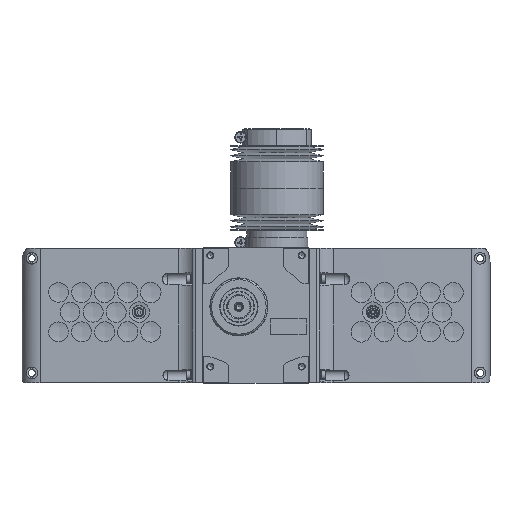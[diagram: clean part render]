
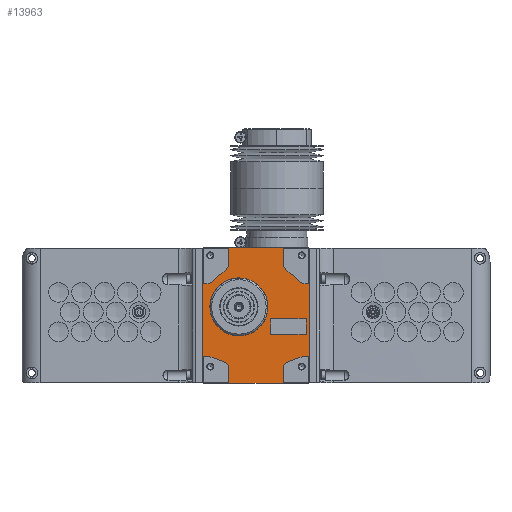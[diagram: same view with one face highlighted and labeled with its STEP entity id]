
A CAD part, top view. The second image highlights one B-rep face of the part: STEP entity #13963.
In plain terms, the highlighted planar face has unit normal (0, 0, 1).
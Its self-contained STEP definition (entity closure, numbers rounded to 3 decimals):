
#1454=LINE('',#24800,#2500);
#1468=LINE('',#24827,#2514);
#1482=LINE('',#24854,#2528);
#1496=LINE('',#24889,#2542);
#1581=LINE('',#25103,#2627);
#1584=LINE('',#25109,#2630);
#1585=LINE('',#25111,#2631);
#1588=LINE('',#25117,#2634);
#1589=LINE('',#25119,#2635);
#1592=LINE('',#25125,#2638);
#1593=LINE('',#25127,#2639);
#1596=LINE('',#25133,#2642);
#1599=LINE('',#25141,#2645);
#1602=LINE('',#25151,#2648);
#1605=LINE('',#25161,#2651);
#1608=LINE('',#25171,#2654);
#1609=LINE('',#25175,#2655);
#1610=LINE('',#25178,#2656);
#1611=LINE('',#25180,#2657);
#1612=LINE('',#25182,#2658);
#2500=VECTOR('',#18753,1000.);
#2514=VECTOR('',#18769,1000.);
#2528=VECTOR('',#18785,1000.);
#2542=VECTOR('',#18809,1000.);
#2627=VECTOR('',#19000,1000.);
#2630=VECTOR('',#19005,1000.);
#2631=VECTOR('',#19008,1000.);
#2634=VECTOR('',#19013,1000.);
#2635=VECTOR('',#19016,1000.);
#2638=VECTOR('',#19021,1000.);
#2639=VECTOR('',#19024,1000.);
#2642=VECTOR('',#19029,1000.);
#2645=VECTOR('',#19038,1000.);
#2648=VECTOR('',#19051,1000.);
#2651=VECTOR('',#19064,1000.);
#2654=VECTOR('',#19077,1000.);
#2655=VECTOR('',#19084,1000.);
#2656=VECTOR('',#19085,1000.);
#2657=VECTOR('',#19086,1000.);
#2658=VECTOR('',#19087,1000.);
#5896=ORIENTED_EDGE('',*,*,#8069,.F.);
#5897=ORIENTED_EDGE('',*,*,#8070,.F.);
#5898=ORIENTED_EDGE('',*,*,#8071,.F.);
#5899=ORIENTED_EDGE('',*,*,#8072,.F.);
#5900=ORIENTED_EDGE('',*,*,#8073,.T.);
#5901=ORIENTED_EDGE('',*,*,#8041,.T.);
#5902=ORIENTED_EDGE('',*,*,#7892,.T.);
#5903=ORIENTED_EDGE('',*,*,#8044,.T.);
#5904=ORIENTED_EDGE('',*,*,#8050,.F.);
#5905=ORIENTED_EDGE('',*,*,#8052,.T.);
#5906=ORIENTED_EDGE('',*,*,#8053,.F.);
#5907=ORIENTED_EDGE('',*,*,#8033,.T.);
#5908=ORIENTED_EDGE('',*,*,#7924,.T.);
#5909=ORIENTED_EDGE('',*,*,#8036,.T.);
#5910=ORIENTED_EDGE('',*,*,#8055,.F.);
#5911=ORIENTED_EDGE('',*,*,#8057,.T.);
#5912=ORIENTED_EDGE('',*,*,#8058,.F.);
#5913=ORIENTED_EDGE('',*,*,#8045,.T.);
#5914=ORIENTED_EDGE('',*,*,#7906,.T.);
#5915=ORIENTED_EDGE('',*,*,#8048,.T.);
#5916=ORIENTED_EDGE('',*,*,#8060,.F.);
#5917=ORIENTED_EDGE('',*,*,#8062,.T.);
#5918=ORIENTED_EDGE('',*,*,#8063,.F.);
#5919=ORIENTED_EDGE('',*,*,#8037,.T.);
#5920=ORIENTED_EDGE('',*,*,#7878,.T.);
#5921=ORIENTED_EDGE('',*,*,#8040,.T.);
#5922=ORIENTED_EDGE('',*,*,#8065,.F.);
#5923=ORIENTED_EDGE('',*,*,#8067,.T.);
#5924=ORIENTED_EDGE('',*,*,#8068,.F.);
#7878=EDGE_CURVE('',#9314,#9313,#1454,.T.);
#7892=EDGE_CURVE('',#9326,#9325,#1468,.T.);
#7906=EDGE_CURVE('',#9338,#9337,#1482,.T.);
#7924=EDGE_CURVE('',#9354,#9353,#1496,.T.);
#8033=EDGE_CURVE('',#9430,#9354,#1581,.T.);
#8036=EDGE_CURVE('',#9353,#9431,#1584,.T.);
#8037=EDGE_CURVE('',#9432,#9314,#1585,.T.);
#8040=EDGE_CURVE('',#9313,#9433,#1588,.T.);
#8041=EDGE_CURVE('',#9434,#9326,#1589,.T.);
#8044=EDGE_CURVE('',#9325,#9435,#1592,.T.);
#8045=EDGE_CURVE('',#9436,#9338,#1593,.T.);
#8048=EDGE_CURVE('',#9337,#9437,#1596,.T.);
#8050=EDGE_CURVE('',#9438,#9435,#10124,.T.);
#8052=EDGE_CURVE('',#9438,#9439,#1599,.T.);
#8053=EDGE_CURVE('',#9430,#9439,#10125,.T.);
#8055=EDGE_CURVE('',#9440,#9431,#10126,.T.);
#8057=EDGE_CURVE('',#9440,#9441,#1602,.T.);
#8058=EDGE_CURVE('',#9436,#9441,#10127,.T.);
#8060=EDGE_CURVE('',#9442,#9437,#10128,.T.);
#8062=EDGE_CURVE('',#9442,#9443,#1605,.T.);
#8063=EDGE_CURVE('',#9432,#9443,#10129,.T.);
#8065=EDGE_CURVE('',#9444,#9433,#10130,.T.);
#8067=EDGE_CURVE('',#9444,#9445,#1608,.T.);
#8068=EDGE_CURVE('',#9434,#9445,#10131,.T.);
#8069=EDGE_CURVE('',#9446,#9447,#1609,.T.);
#8070=EDGE_CURVE('',#9448,#9446,#1610,.T.);
#8071=EDGE_CURVE('',#9449,#9448,#1611,.T.);
#8072=EDGE_CURVE('',#9447,#9449,#1612,.T.);
#8073=EDGE_CURVE('',#9450,#9450,#10132,.T.);
#9313=VERTEX_POINT('',#24799);
#9314=VERTEX_POINT('',#24801);
#9325=VERTEX_POINT('',#24826);
#9326=VERTEX_POINT('',#24828);
#9337=VERTEX_POINT('',#24853);
#9338=VERTEX_POINT('',#24855);
#9353=VERTEX_POINT('',#24888);
#9354=VERTEX_POINT('',#24890);
#9430=VERTEX_POINT('',#25104);
#9431=VERTEX_POINT('',#25108);
#9432=VERTEX_POINT('',#25112);
#9433=VERTEX_POINT('',#25116);
#9434=VERTEX_POINT('',#25120);
#9435=VERTEX_POINT('',#25124);
#9436=VERTEX_POINT('',#25128);
#9437=VERTEX_POINT('',#25132);
#9438=VERTEX_POINT('',#25136);
#9439=VERTEX_POINT('',#25140);
#9440=VERTEX_POINT('',#25146);
#9441=VERTEX_POINT('',#25150);
#9442=VERTEX_POINT('',#25156);
#9443=VERTEX_POINT('',#25160);
#9444=VERTEX_POINT('',#25166);
#9445=VERTEX_POINT('',#25170);
#9446=VERTEX_POINT('',#25176);
#9447=VERTEX_POINT('',#25177);
#9448=VERTEX_POINT('',#25179);
#9449=VERTEX_POINT('',#25181);
#9450=VERTEX_POINT('',#25184);
#10124=CIRCLE('',#15404,6.923);
#10125=CIRCLE('',#15407,6.704);
#10126=CIRCLE('',#15409,6.704);
#10127=CIRCLE('',#15412,6.923);
#10128=CIRCLE('',#15414,6.857);
#10129=CIRCLE('',#15417,6.812);
#10130=CIRCLE('',#15419,6.812);
#10131=CIRCLE('',#15422,6.857);
#10132=CIRCLE('',#15424,25.06);
#11218=EDGE_LOOP('',(#5896,#5897,#5898,#5899));
#11219=EDGE_LOOP('',(#5900));
#11220=EDGE_LOOP('',(#5901,#5902,#5903,#5904,#5905,#5906,#5907,#5908,#5909,
#5910,#5911,#5912,#5913,#5914,#5915,#5916,#5917,#5918,#5919,#5920,#5921,
#5922,#5923,#5924));
#12488=FACE_BOUND('',#11218,.T.);
#12489=FACE_BOUND('',#11219,.T.);
#12490=FACE_BOUND('',#11220,.T.);
#13178=PLANE('',#15423);
#13963=ADVANCED_FACE('',(#12488,#12489,#12490),#13178,.T.);
#15404=AXIS2_PLACEMENT_3D('',#25137,#19033,#19034);
#15407=AXIS2_PLACEMENT_3D('',#25143,#19041,#19042);
#15409=AXIS2_PLACEMENT_3D('',#25147,#19046,#19047);
#15412=AXIS2_PLACEMENT_3D('',#25153,#19054,#19055);
#15414=AXIS2_PLACEMENT_3D('',#25157,#19059,#19060);
#15417=AXIS2_PLACEMENT_3D('',#25163,#19067,#19068);
#15419=AXIS2_PLACEMENT_3D('',#25167,#19072,#19073);
#15422=AXIS2_PLACEMENT_3D('',#25173,#19080,#19081);
#15423=AXIS2_PLACEMENT_3D('',#25174,#19082,#19083);
#15424=AXIS2_PLACEMENT_3D('',#25183,#19088,#19089);
#18753=DIRECTION('',(-1.,0.,0.));
#18769=DIRECTION('',(0.,-1.,0.));
#18785=DIRECTION('',(0.,1.,0.));
#18809=DIRECTION('',(1.,0.,0.));
#19000=DIRECTION('',(0.,-1.,0.));
#19005=DIRECTION('',(0.,1.,0.));
#19008=DIRECTION('',(0.,1.,0.));
#19013=DIRECTION('',(0.,-1.,0.));
#19016=DIRECTION('',(-1.,0.,0.));
#19021=DIRECTION('',(1.,0.,0.));
#19024=DIRECTION('',(1.,0.,0.));
#19029=DIRECTION('',(-1.,0.,0.));
#19033=DIRECTION('',(0.,0.,1.));
#19034=DIRECTION('',(1.,0.,0.));
#19038=DIRECTION('',(0.942,-0.334,0.));
#19041=DIRECTION('',(0.,0.,1.));
#19042=DIRECTION('',(1.,0.,0.));
#19046=DIRECTION('',(0.,0.,1.));
#19047=DIRECTION('',(1.,0.,0.));
#19051=DIRECTION('',(0.942,0.334,0.));
#19054=DIRECTION('',(0.,0.,1.));
#19055=DIRECTION('',(1.,0.,0.));
#19059=DIRECTION('',(0.,0.,1.));
#19060=DIRECTION('',(1.,0.,0.));
#19064=DIRECTION('',(-0.767,0.642,0.));
#19067=DIRECTION('',(0.,0.,1.));
#19068=DIRECTION('',(1.,0.,0.));
#19072=DIRECTION('',(0.,0.,1.));
#19073=DIRECTION('',(1.,0.,0.));
#19077=DIRECTION('',(-0.767,-0.642,0.));
#19080=DIRECTION('',(0.,0.,1.));
#19081=DIRECTION('',(1.,0.,0.));
#19082=DIRECTION('',(0.,0.,1.));
#19083=DIRECTION('',(1.,0.,0.));
#19084=DIRECTION('',(0.,-1.,0.));
#19085=DIRECTION('',(-1.,0.,0.));
#19086=DIRECTION('',(0.,1.,0.));
#19087=DIRECTION('',(1.,0.,0.));
#19088=DIRECTION('',(0.,0.,-1.));
#19089=DIRECTION('',(-1.,0.,0.));
#24799=CARTESIAN_POINT('',(-23.401,117.,27.));
#24800=CARTESIAN_POINT('',(23.401,117.,27.));
#24801=CARTESIAN_POINT('',(23.401,117.,27.));
#24826=CARTESIAN_POINT('',(-46.,23.099,27.));
#24827=CARTESIAN_POINT('',(-46.,85.901,27.));
#24828=CARTESIAN_POINT('',(-46.,85.901,27.));
#24853=CARTESIAN_POINT('',(46.,85.901,27.));
#24854=CARTESIAN_POINT('',(46.,23.099,27.));
#24855=CARTESIAN_POINT('',(46.,23.099,27.));
#24888=CARTESIAN_POINT('',(23.401,0.,27.));
#24889=CARTESIAN_POINT('',(-23.401,0.,27.));
#24890=CARTESIAN_POINT('',(-23.401,0.,27.));
#25103=CARTESIAN_POINT('',(-23.401,13.628,27.));
#25104=CARTESIAN_POINT('',(-23.401,13.628,27.));
#25108=CARTESIAN_POINT('',(23.401,13.628,27.));
#25109=CARTESIAN_POINT('',(23.401,0.,27.));
#25111=CARTESIAN_POINT('',(23.401,102.588,27.));
#25112=CARTESIAN_POINT('',(23.401,102.588,27.));
#25116=CARTESIAN_POINT('',(-23.401,102.588,27.));
#25117=CARTESIAN_POINT('',(-23.401,117.,27.));
#25119=CARTESIAN_POINT('',(-42.34,85.901,27.));
#25120=CARTESIAN_POINT('',(-42.34,85.901,27.));
#25124=CARTESIAN_POINT('',(-41.511,23.099,27.));
#25125=CARTESIAN_POINT('',(-46.,23.099,27.));
#25127=CARTESIAN_POINT('',(41.511,23.099,27.));
#25128=CARTESIAN_POINT('',(41.511,23.099,27.));
#25132=CARTESIAN_POINT('',(42.34,85.901,27.));
#25133=CARTESIAN_POINT('',(46.,85.901,27.));
#25136=CARTESIAN_POINT('',(-38.872,22.709,27.));
#25137=CARTESIAN_POINT('',(-41.187,16.184,27.));
#25140=CARTESIAN_POINT('',(-27.759,18.766,27.));
#25141=CARTESIAN_POINT('',(-38.872,22.709,27.));
#25143=CARTESIAN_POINT('',(-30.,12.448,27.));
#25146=CARTESIAN_POINT('',(27.759,18.766,27.));
#25147=CARTESIAN_POINT('',(30.,12.448,27.));
#25150=CARTESIAN_POINT('',(38.872,22.709,27.));
#25151=CARTESIAN_POINT('',(27.759,18.766,27.));
#25153=CARTESIAN_POINT('',(41.187,16.184,27.));
#25156=CARTESIAN_POINT('',(38.589,87.469,27.));
#25157=CARTESIAN_POINT('',(42.991,92.727,27.));
#25160=CARTESIAN_POINT('',(25.79,98.184,27.));
#25161=CARTESIAN_POINT('',(38.589,87.469,27.));
#25163=CARTESIAN_POINT('',(30.163,103.407,27.));
#25166=CARTESIAN_POINT('',(-25.79,98.184,27.));
#25167=CARTESIAN_POINT('',(-30.163,103.407,27.));
#25170=CARTESIAN_POINT('',(-38.589,87.469,27.));
#25171=CARTESIAN_POINT('',(-25.79,98.184,27.));
#25173=CARTESIAN_POINT('',(-42.991,92.727,27.));
#25174=CARTESIAN_POINT('',(-41.187,16.184,27.));
#25175=CARTESIAN_POINT('',(12.8,16.184,27.));
#25176=CARTESIAN_POINT('',(12.8,55.659,27.));
#25177=CARTESIAN_POINT('',(12.8,42.341,27.));
#25178=CARTESIAN_POINT('',(-41.187,55.659,27.));
#25179=CARTESIAN_POINT('',(43.2,55.659,27.));
#25180=CARTESIAN_POINT('',(43.2,16.184,27.));
#25181=CARTESIAN_POINT('',(43.2,42.341,27.));
#25182=CARTESIAN_POINT('',(-41.187,42.341,27.));
#25183=CARTESIAN_POINT('',(-14.76,66.,27.));
#25184=CARTESIAN_POINT('',(-39.82,66.,27.));
